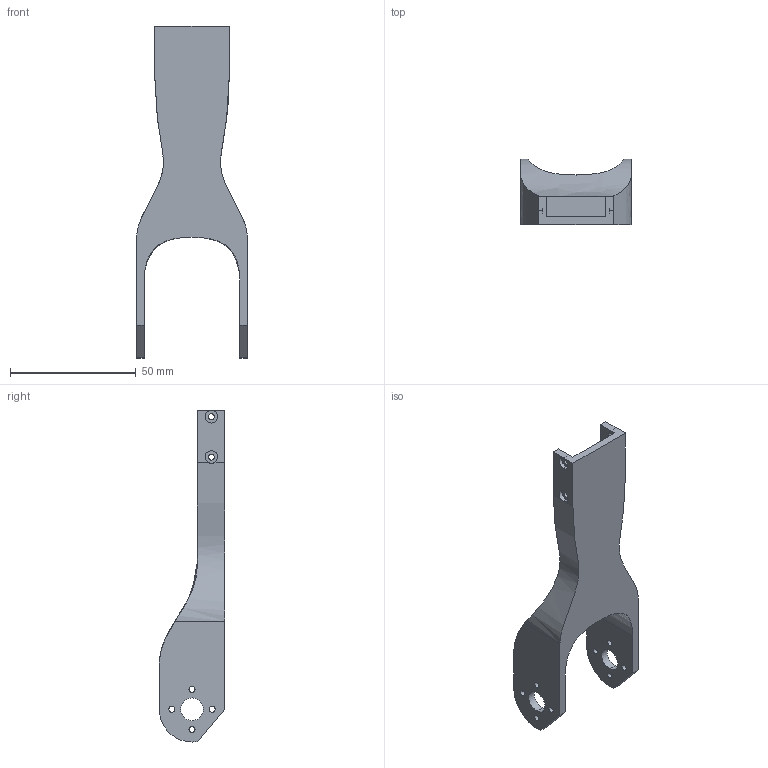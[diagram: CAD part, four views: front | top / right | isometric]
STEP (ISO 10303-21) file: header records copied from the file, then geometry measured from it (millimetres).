
FILE_DESCRIPTION (( 'STEP AP203' ), '1' );
FILE_NAME ('Follower_Shoulder_To_Elbow.STEP', '2024-09-05T20:27:48', ( '' ), ( '' ), 'SwSTEP 2.0', 'SolidWorks 2024', '' );
FILE_SCHEMA (( 'CONFIG_CONTROL_DESIGN' ));
Length unit declared in the file: millimetre
Products named in the file (1): Follower_Shoulder_To_Elbow
Bounding box: 44 x 26 x 132 mm (x, y, z)
Volume: 34313.5 mm3; surface area: 13695.2 mm2
Topology: 1 solids, 1 shells, 67 faces, 185 edges, 122 vertices
Faces by surface type: cylinder 40, plane 22, bspline 5
Entity records: 2923 total; most frequent: CARTESIAN_POINT 1047, DIRECTION 375, ORIENTED_EDGE 370, EDGE_CURVE 185, AXIS2_PLACEMENT_3D 143, VERTEX_POINT 122, EDGE_LOOP 97, VECTOR 89
